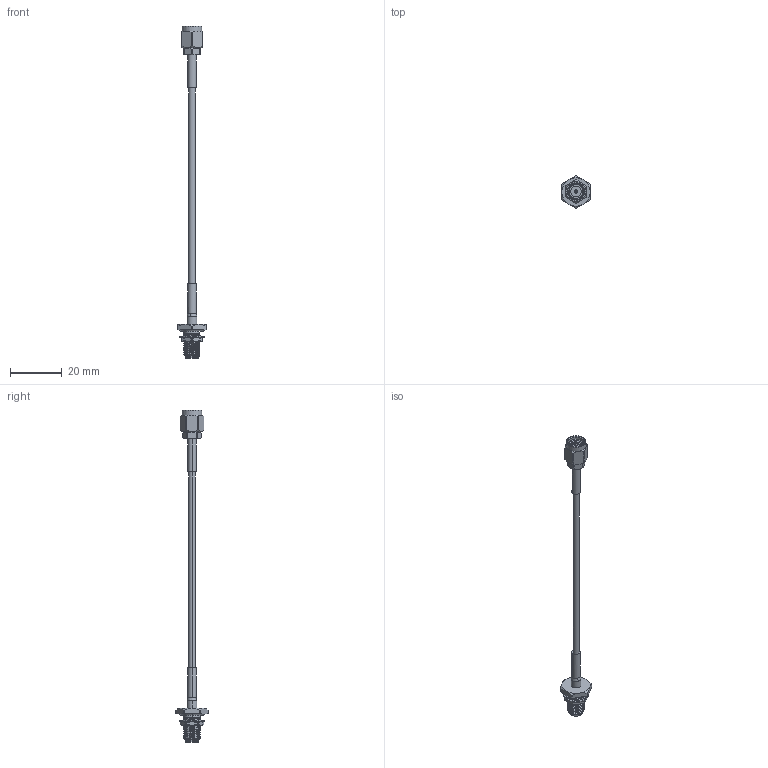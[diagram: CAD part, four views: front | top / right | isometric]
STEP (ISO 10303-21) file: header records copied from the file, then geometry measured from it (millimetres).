
FILE_DESCRIPTION (( 'STEP AP203' ), '1' );
FILE_NAME ('PE39433.step', '2019-03-25T21:33:16', ( '' ), ( '' ), 'SwSTEP 2.0', 'SolidWorks 2017', '' );
FILE_SCHEMA (( 'CONFIG_CONTROL_DESIGN' ));
Length unit declared in the file: inch
Products named in the file (5): Coax Cable_PE-SR405FLJ; PE44690; PE44696; HeatShrink^PE39433; PE39433
Assembly tree (4 placements, depth 2):
  PE39433
    Coax Cable_PE-SR405FLJ
    PE44690
    PE44696
    HeatShrink^PE39433
Bounding box: 11 x 12.51 x 128.8 mm (x, y, z)
Volume: 1770 mm3; surface area: 2804.7 mm2
Topology: 8 solids, 8 shells, 351 faces, 940 edges, 618 vertices
Faces by surface type: cylinder 117, bspline 88, plane 69, cone 69, torus 8
Entity records: 27378 total; most frequent: CARTESIAN_POINT 19096, ORIENTED_EDGE 1880, DIRECTION 1317, EDGE_CURVE 940, VERTEX_POINT 618, AXIS2_PLACEMENT_3D 524, EDGE_LOOP 370, ADVANCED_FACE 351
